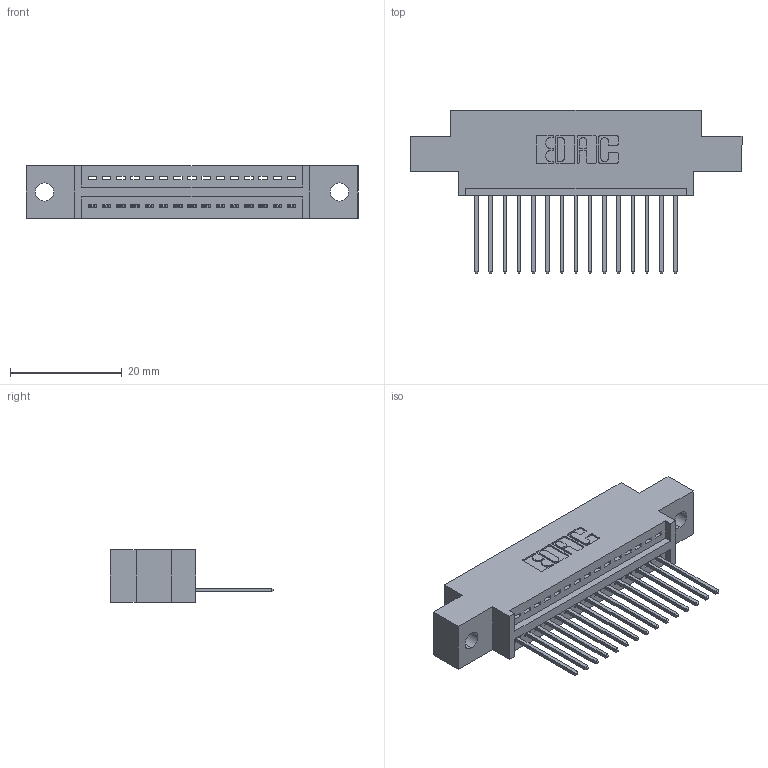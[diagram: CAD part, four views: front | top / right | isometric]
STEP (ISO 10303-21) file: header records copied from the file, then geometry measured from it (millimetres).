
FILE_DESCRIPTION (( 'STEP AP203' ), '1' );
FILE_NAME ('395-015-540-602.STEP', '2018-11-06T13:05:31', ( '' ), ( '' ), 'SwSTEP 2.0', 'SolidWorks 2016', '' );
FILE_SCHEMA (( 'CONFIG_CONTROL_DESIGN' ));
Length unit declared in the file: inch
Products named in the file (3): 345-292-001_345-293-140; 395-015-540-602; 345 Part_0.170 Offset - 0.128 Dia
Assembly tree (16 placements, depth 2):
  395-015-540-602
    345 Part_0.170 Offset - 0.128 Dia
    345-292-001_345-293-140  x15
Bounding box: 59.31 x 29.13 x 9.4 mm (x, y, z)
Volume: 5282.3 mm3; surface area: 6653.9 mm2
Topology: 16 solids, 16 shells, 1000 faces, 2993 edges, 1974 vertices
Faces by surface type: plane 684, cylinder 316
Entity records: 15077 total; most frequent: CARTESIAN_POINT 2621, ORIENTED_EDGE 2570, DIRECTION 2327, EDGE_CURVE 1285, LINE 1093, VECTOR 1093, VERTEX_POINT 854, AXIS2_PLACEMENT_3D 617
